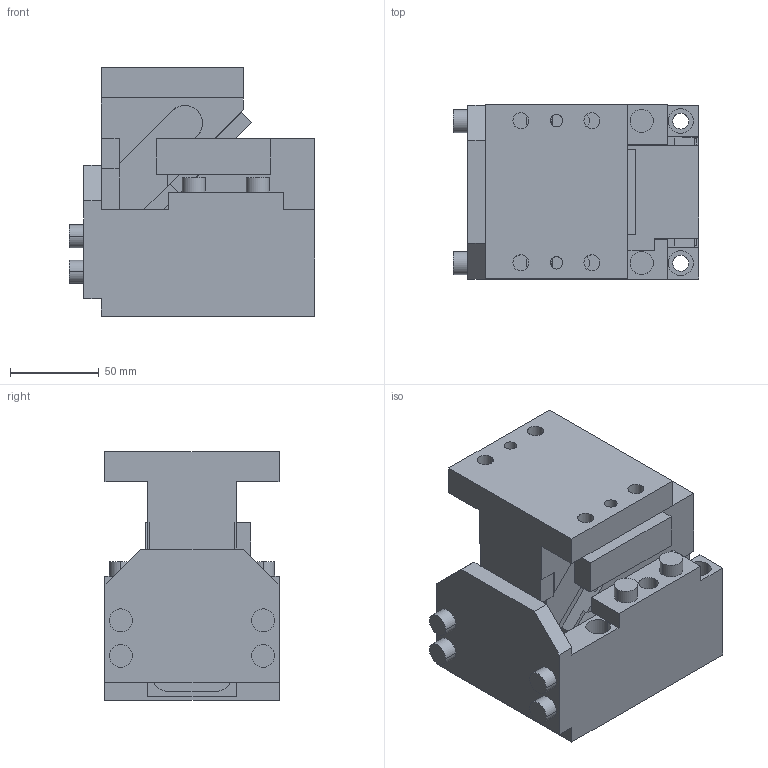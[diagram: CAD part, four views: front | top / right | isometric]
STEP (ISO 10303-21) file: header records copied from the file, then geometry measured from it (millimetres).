
FILE_DESCRIPTION(('CATIA V5 STEP Exchange'),'2;1');
FILE_NAME('CDCA_52_00_25.stp','2016-04-25T13:58:14+00:00',('none'),('none'),'CATIA Version 5 Release 20 GA (IN-10)','CATIA V5 STEP AP203','none');
FILE_SCHEMA(('CONFIG_CONTROL_DESIGN'));
Length unit declared in the file: millimetre
Products named in the file (1): CDCA_52_00_25
Bounding box: 138 x 98 x 140 mm (x, y, z)
Volume: 1089064.7 mm3; surface area: 172634.7 mm2
Topology: 3 solids, 3 shells, 183 faces, 480 edges, 318 vertices
Faces by surface type: plane 124, cylinder 59
Entity records: 5311 total; most frequent: CARTESIAN_POINT 1017, ORIENTED_EDGE 960, DIRECTION 686, EDGE_CURVE 480, VECTOR 339, LINE 339, VERTEX_POINT 318, AXIS2_PLACEMENT_3D 232
